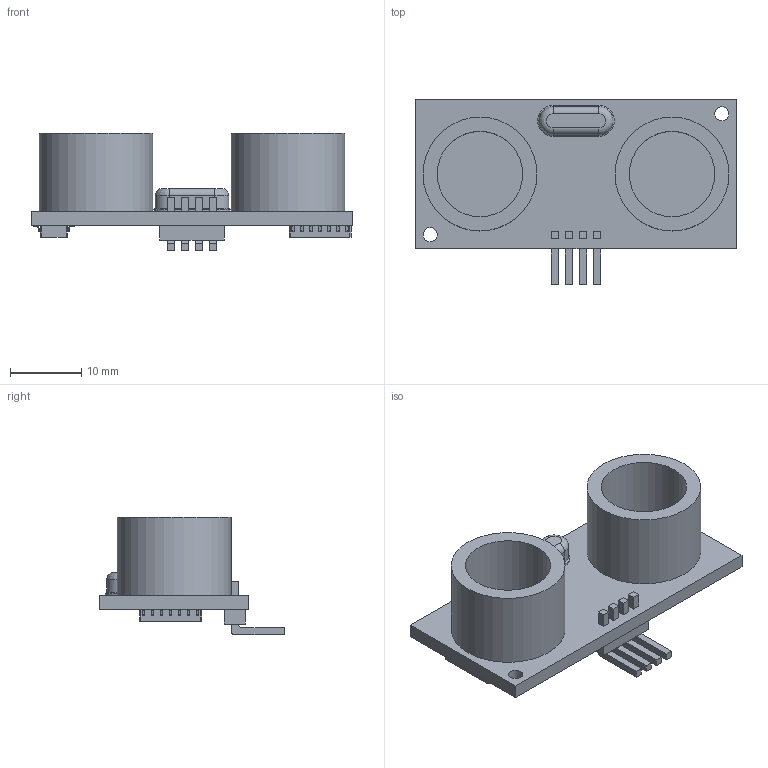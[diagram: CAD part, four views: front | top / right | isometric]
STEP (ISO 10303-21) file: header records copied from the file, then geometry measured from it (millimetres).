
FILE_DESCRIPTION(('FreeCAD Model'),'2;1');
FILE_NAME('HC-SR04.step', '2017-09-20T00:56:53',('Author'),(''), 'Open CASCADE STEP processor 6.8','FreeCAD','Unknown');
FILE_SCHEMA(('AUTOMOTIVE_DESIGN_CC2 { 1 2 10303 214 -1 1 5 4 }'));
Length unit declared in the file: millimetre
Products named in the file (2): ASSEMBLY; HC-SR04
Assembly tree (1 placements, depth 2):
  ASSEMBLY
    HC-SR04
Bounding box: 45 x 26 x 16.5 mm (x, y, z)
Volume: 4187.6 mm3; surface area: 4533.2 mm2
Topology: 1 solids, 1 shells, 631 faces, 1827 edges, 1218 vertices
Faces by surface type: plane 434, cylinder 193, revolution 4
Full cylindrical faces by diameter (mm): 0.4 x3, 2 x2, 12 x2, 16 x2
Entity records: 49920 total; most frequent: CARTESIAN_POINT 10582, DIRECTION 6020, LINE 3767, VECTOR 3767, ORIENTED_EDGE 3654, PCURVE 3654, DEFINITIONAL_REPRESENTATION 3654, EDGE_CURVE 1827
